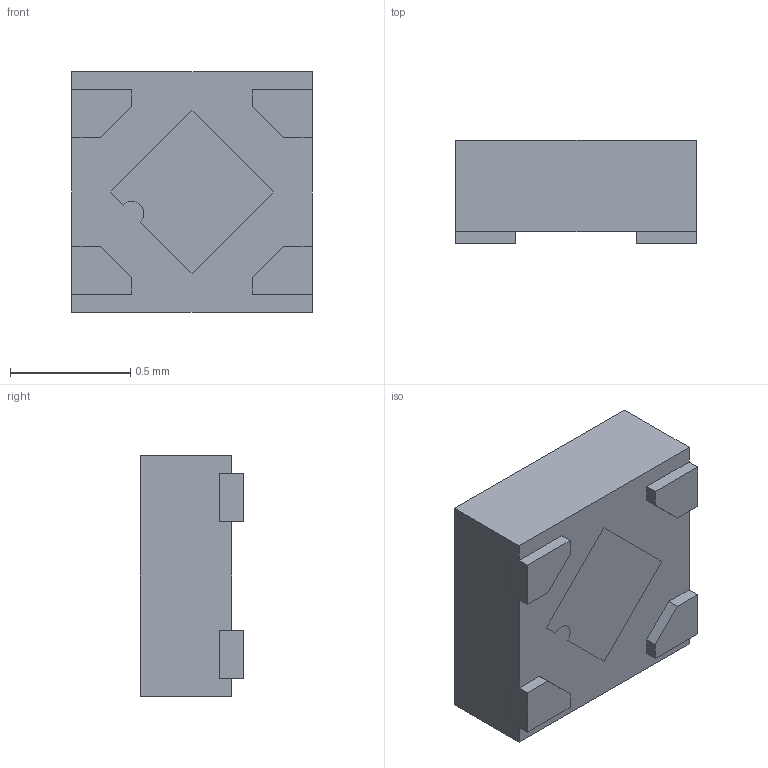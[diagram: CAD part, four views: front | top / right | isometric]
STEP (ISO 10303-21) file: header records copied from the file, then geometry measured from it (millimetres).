
FILE_DESCRIPTION (( 'STEP AP214' ), '1' );
FILE_NAME ('NCP160AMX280TBG.STEP', '2023-06-14T16:06:57', ( '' ), ( '' ), 'SwSTEP 2.0', 'SolidWorks 2021', '' );
FILE_SCHEMA (( 'AUTOMOTIVE_DESIGN' ));
Length unit declared in the file: millimetre
Products named in the file (1): NCP160AMX280TBG
Bounding box: 1 x 0.43 x 1 mm (x, y, z)
Volume: 0.4 mm3; surface area: 5 mm2
Topology: 7 solids, 7 shells, 77 faces, 183 edges, 122 vertices
Faces by surface type: plane 70, cylinder 7
Entity records: 2279 total; most frequent: CARTESIAN_POINT 383, ORIENTED_EDGE 366, DIRECTION 353, EDGE_CURVE 183, LINE 169, VECTOR 169, VERTEX_POINT 122, AXIS2_PLACEMENT_3D 92
